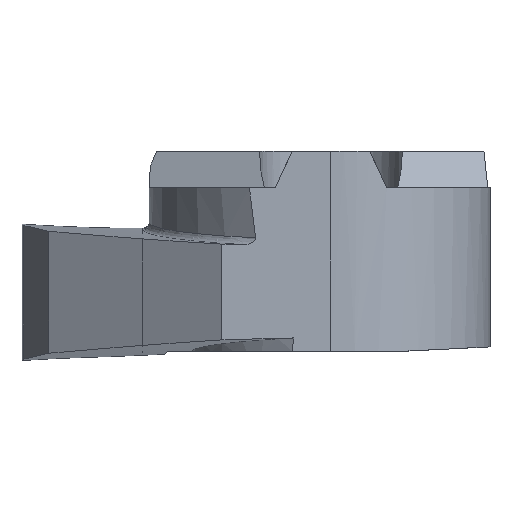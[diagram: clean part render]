
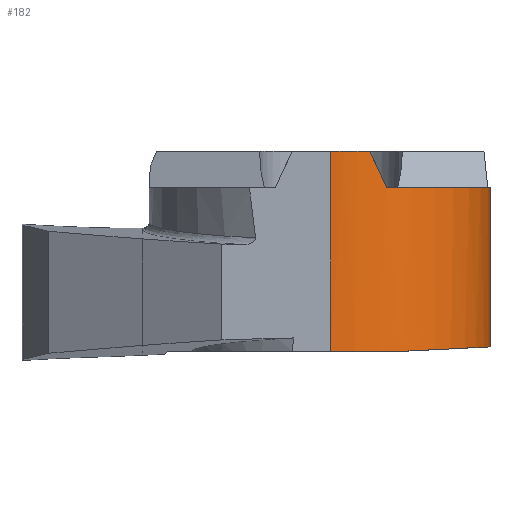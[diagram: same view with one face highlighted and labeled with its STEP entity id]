
A CAD part, front view. The second image highlights one B-rep face of the part: STEP entity #182.
In plain terms, the highlighted cylindrical face has radius 3.5 mm (diameter 7 mm), a partial arc.
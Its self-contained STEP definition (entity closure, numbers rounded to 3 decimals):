
#71=CYLINDRICAL_SURFACE('',#987,3.5);
#94=LINE('',#1445,#138);
#95=LINE('',#1456,#139);
#138=VECTOR('',#1103,1.);
#139=VECTOR('',#1108,1.);
#182=ADVANCED_FACE('',(#239),#71,.T.);
#239=FACE_OUTER_BOUND('',#290,.T.);
#290=EDGE_LOOP('',(#404,#405,#406,#407,#408,#409,#410));
#404=ORIENTED_EDGE('',*,*,#760,.F.);
#405=ORIENTED_EDGE('',*,*,#761,.T.);
#406=ORIENTED_EDGE('',*,*,#762,.F.);
#407=ORIENTED_EDGE('',*,*,#763,.T.);
#408=ORIENTED_EDGE('',*,*,#764,.T.);
#409=ORIENTED_EDGE('',*,*,#765,.F.);
#410=ORIENTED_EDGE('',*,*,#766,.F.);
#666=VERTEX_POINT('',#1443);
#667=VERTEX_POINT('',#1444);
#668=VERTEX_POINT('',#1446);
#669=VERTEX_POINT('',#1448);
#670=VERTEX_POINT('',#1453);
#671=VERTEX_POINT('',#1455);
#672=VERTEX_POINT('',#1457);
#760=EDGE_CURVE('',#666,#667,#914,.T.);
#761=EDGE_CURVE('',#666,#668,#94,.T.);
#762=EDGE_CURVE('',#669,#668,#880,.T.);
#763=EDGE_CURVE('',#669,#670,#915,.T.);
#764=EDGE_CURVE('',#670,#671,#881,.T.);
#765=EDGE_CURVE('',#672,#671,#95,.T.);
#766=EDGE_CURVE('',#667,#672,#882,.T.);
#880=CIRCLE('',#984,3.5);
#881=CIRCLE('',#985,3.5);
#882=CIRCLE('',#986,3.5);
#914=(
BOUNDED_CURVE()
B_SPLINE_CURVE(3,(#1439,#1440,#1441,#1442),.UNSPECIFIED.,.F.,.F.)
B_SPLINE_CURVE_WITH_KNOTS((4,4),(0.,1.),.UNSPECIFIED.)
CURVE()
GEOMETRIC_REPRESENTATION_ITEM()
RATIONAL_B_SPLINE_CURVE((1.,0.899,0.899,1.))
REPRESENTATION_ITEM('')
);
#915=(
BOUNDED_CURVE()
B_SPLINE_CURVE(3,(#1449,#1450,#1451,#1452),.UNSPECIFIED.,.F.,.F.)
B_SPLINE_CURVE_WITH_KNOTS((4,4),(0.,1.),.UNSPECIFIED.)
CURVE()
GEOMETRIC_REPRESENTATION_ITEM()
RATIONAL_B_SPLINE_CURVE((1.,0.999,0.999,1.))
REPRESENTATION_ITEM('')
);
#984=AXIS2_PLACEMENT_3D('',#1447,#1104,#1105);
#985=AXIS2_PLACEMENT_3D('',#1454,#1106,#1107);
#986=AXIS2_PLACEMENT_3D('',#1458,#1109,#1110);
#987=AXIS2_PLACEMENT_3D('',#1459,#1111,#1112);
#1103=DIRECTION('',(0.,0.,1.));
#1104=DIRECTION('',(0.,0.,1.));
#1105=DIRECTION('',(1.,0.,0.));
#1106=DIRECTION('',(0.,0.,-1.));
#1107=DIRECTION('',(1.,0.,0.));
#1108=DIRECTION('',(0.,0.,1.));
#1109=DIRECTION('',(0.,0.,-1.));
#1110=DIRECTION('',(1.,0.,0.));
#1111=DIRECTION('',(0.,0.,1.));
#1112=DIRECTION('',(1.,0.,0.));
#1439=CARTESIAN_POINT('',(3.5,0.,-3.5));
#1440=CARTESIAN_POINT('',(3.5,-1.376,-3.5));
#1441=CARTESIAN_POINT('',(2.771,-2.542,-3.537));
#1442=CARTESIAN_POINT('',(1.535,-3.146,-3.6));
#1443=CARTESIAN_POINT('',(3.5,0.,-3.5));
#1444=CARTESIAN_POINT('',(1.535,-3.146,-3.6));
#1445=CARTESIAN_POINT('',(3.5,0.,-4.075));
#1446=CARTESIAN_POINT('',(3.5,0.,0.));
#1447=CARTESIAN_POINT('',(0.,0.,0.));
#1448=CARTESIAN_POINT('',(1.226,-3.278,0.));
#1449=CARTESIAN_POINT('',(1.226,-3.278,0.));
#1450=CARTESIAN_POINT('',(1.104,-3.324,0.262));
#1451=CARTESIAN_POINT('',(0.98,-3.363,0.529));
#1452=CARTESIAN_POINT('',(0.853,-3.394,0.8));
#1453=CARTESIAN_POINT('',(0.853,-3.394,0.8));
#1454=CARTESIAN_POINT('',(0.,0.,0.8));
#1455=CARTESIAN_POINT('',(0.,-3.5,0.8));
#1456=CARTESIAN_POINT('',(0.,-3.5,-4.075));
#1457=CARTESIAN_POINT('',(0.,-3.5,-3.6));
#1458=CARTESIAN_POINT('',(0.,0.,-3.6));
#1459=CARTESIAN_POINT('',(0.,0.,-4.075));
